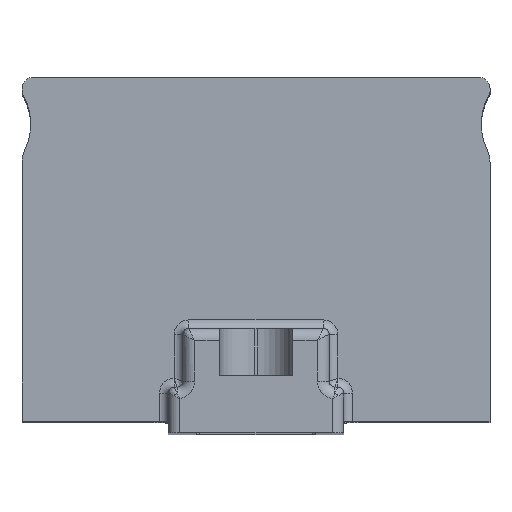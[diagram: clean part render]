
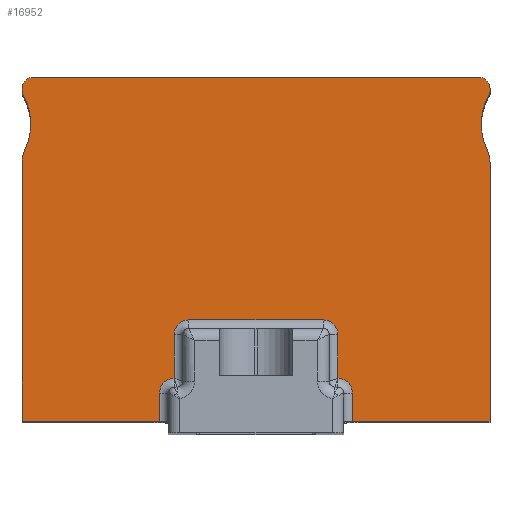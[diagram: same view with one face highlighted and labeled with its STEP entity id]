
A CAD part, top view. The second image highlights one B-rep face of the part: STEP entity #16952.
In plain terms, the highlighted planar face has unit normal (0, 0, 1).
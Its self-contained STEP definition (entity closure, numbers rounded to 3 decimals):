
#2689=CARTESIAN_POINT('',(-48.5,52.8,182.));
#2690=DIRECTION('',(0.,0.,-1.));
#2691=DIRECTION('',(0.857,0.515,0.));
#2692=AXIS2_PLACEMENT_3D('',#2689,#2690,#2691);
#2694=CARTESIAN_POINT('',(-39.5,58.208,182.));
#2695=DIRECTION('',(0.,0.,-1.));
#2696=DIRECTION('',(-0.857,-0.515,0.));
#2697=AXIS2_PLACEMENT_3D('',#2694,#2695,#2696);
#2699=DIRECTION('',(0.,1.,0.));
#2700=VECTOR('',#2699,0.592);
#2701=CARTESIAN_POINT('',(-40.,58.208,182.));
#2702=LINE('',#2701,#2700);
#2703=CARTESIAN_POINT('',(-38.,58.8,182.));
#2704=DIRECTION('',(0.,0.,-1.));
#2705=DIRECTION('',(-1.,0.,0.));
#2706=AXIS2_PLACEMENT_3D('',#2703,#2704,#2705);
#2708=DIRECTION('',(1.,0.,0.));
#2709=VECTOR('',#2708,76.);
#2710=CARTESIAN_POINT('',(-38.,60.8,182.));
#2711=LINE('',#2710,#2709);
#2712=CARTESIAN_POINT('',(38.,58.8,182.));
#2713=DIRECTION('',(0.,0.,-1.));
#2714=DIRECTION('',(0.,1.,0.));
#2715=AXIS2_PLACEMENT_3D('',#2712,#2713,#2714);
#2717=DIRECTION('',(0.,-1.,0.));
#2718=VECTOR('',#2717,0.592);
#2719=CARTESIAN_POINT('',(40.,58.8,182.));
#2720=LINE('',#2719,#2718);
#2721=CARTESIAN_POINT('',(39.5,58.208,182.));
#2722=DIRECTION('',(0.,0.,1.));
#2723=DIRECTION('',(0.857,-0.515,0.));
#2724=AXIS2_PLACEMENT_3D('',#2721,#2722,#2723);
#2726=CARTESIAN_POINT('',(48.5,52.8,182.));
#2727=DIRECTION('',(0.,0.,1.));
#2728=DIRECTION('',(-0.857,0.515,0.));
#2729=AXIS2_PLACEMENT_3D('',#2726,#2727,#2728);
#2731=CARTESIAN_POINT('',(35.,46.262,182.));
#2732=DIRECTION('',(0.,0.,1.));
#2733=DIRECTION('',(1.,0.,0.));
#2734=AXIS2_PLACEMENT_3D('',#2731,#2732,#2733);
#2736=DIRECTION('',(0.,-1.,0.));
#2737=VECTOR('',#2736,44.262);
#2738=CARTESIAN_POINT('',(40.,46.262,182.));
#2739=LINE('',#2738,#2737);
#2740=DIRECTION('',(-1.,0.,0.));
#2741=VECTOR('',#2740,23.5);
#2742=CARTESIAN_POINT('',(40.,2.,182.));
#2743=LINE('',#2742,#2741);
#2744=DIRECTION('',(0.,1.,0.));
#2745=VECTOR('',#2744,4.8);
#2746=CARTESIAN_POINT('',(16.5,2.,182.));
#2747=LINE('',#2746,#2745);
#2748=CARTESIAN_POINT('',(14.,6.8,182.));
#2749=DIRECTION('',(0.,0.,1.));
#2750=DIRECTION('',(1.,0.,0.));
#2751=AXIS2_PLACEMENT_3D('',#2748,#2749,#2750);
#2753=CARTESIAN_POINT('',(14.,9.3,182.));
#2754=CARTESIAN_POINT('',(14.,9.649,182.));
#2755=CARTESIAN_POINT('',(14.,10.333,182.));
#2756=CARTESIAN_POINT('',(14.,11.314,182.));
#2757=CARTESIAN_POINT('',(14.,12.263,182.));
#2758=CARTESIAN_POINT('',(14.,13.185,182.));
#2759=CARTESIAN_POINT('',(14.,14.092,182.));
#2760=CARTESIAN_POINT('',(14.,14.99,182.));
#2761=CARTESIAN_POINT('',(14.,15.888,182.));
#2762=CARTESIAN_POINT('',(14.,16.495,182.));
#2763=CARTESIAN_POINT('',(14.,16.8,182.));
#2765=CARTESIAN_POINT('',(11.5,16.8,182.));
#2766=DIRECTION('',(0.,0.,1.));
#2767=DIRECTION('',(1.,0.,0.));
#2768=AXIS2_PLACEMENT_3D('',#2765,#2766,#2767);
#2770=DIRECTION('',(-1.,0.,0.));
#2771=VECTOR('',#2770,23.);
#2772=CARTESIAN_POINT('',(11.5,19.3,182.));
#2773=LINE('',#2772,#2771);
#2774=CARTESIAN_POINT('',(-11.5,16.8,182.));
#2775=DIRECTION('',(0.,0.,1.));
#2776=DIRECTION('',(0.,1.,0.));
#2777=AXIS2_PLACEMENT_3D('',#2774,#2775,#2776);
#2779=CARTESIAN_POINT('',(-14.,16.8,182.));
#2780=CARTESIAN_POINT('',(-14.,16.495,182.));
#2781=CARTESIAN_POINT('',(-14.,15.888,182.));
#2782=CARTESIAN_POINT('',(-14.,14.99,182.));
#2783=CARTESIAN_POINT('',(-14.,14.092,182.));
#2784=CARTESIAN_POINT('',(-14.,13.185,182.));
#2785=CARTESIAN_POINT('',(-14.,12.263,182.));
#2786=CARTESIAN_POINT('',(-14.,11.314,182.));
#2787=CARTESIAN_POINT('',(-14.,10.333,182.));
#2788=CARTESIAN_POINT('',(-14.,9.649,182.));
#2789=CARTESIAN_POINT('',(-14.,9.3,182.));
#2791=CARTESIAN_POINT('',(-14.,6.8,182.));
#2792=DIRECTION('',(0.,0.,1.));
#2793=DIRECTION('',(0.,1.,0.));
#2794=AXIS2_PLACEMENT_3D('',#2791,#2792,#2793);
#2796=DIRECTION('',(0.,-1.,0.));
#2797=VECTOR('',#2796,4.8);
#2798=CARTESIAN_POINT('',(-16.5,6.8,182.));
#2799=LINE('',#2798,#2797);
#2800=DIRECTION('',(-1.,0.,0.));
#2801=VECTOR('',#2800,23.5);
#2802=CARTESIAN_POINT('',(-16.5,2.,182.));
#2803=LINE('',#2802,#2801);
#2804=DIRECTION('',(0.,1.,0.));
#2805=VECTOR('',#2804,44.262);
#2806=CARTESIAN_POINT('',(-40.,2.,182.));
#2807=LINE('',#2806,#2805);
#2808=CARTESIAN_POINT('',(-35.,46.262,182.));
#2809=DIRECTION('',(0.,0.,-1.));
#2810=DIRECTION('',(-1.,0.,0.));
#2811=AXIS2_PLACEMENT_3D('',#2808,#2809,#2810);
#13268=CARTESIAN_POINT('',(-38.,60.8,182.));
#13269=CARTESIAN_POINT('',(38.,60.8,182.));
#13270=VERTEX_POINT('',#13268);
#13271=VERTEX_POINT('',#13269);
#13276=CARTESIAN_POINT('',(40.,2.,182.));
#13278=VERTEX_POINT('',#13276);
#13280=CARTESIAN_POINT('',(-40.,2.,182.));
#13282=VERTEX_POINT('',#13280);
#13332=CARTESIAN_POINT('',(-40.,58.8,182.));
#13333=VERTEX_POINT('',#13332);
#13334=CARTESIAN_POINT('',(40.,58.8,182.));
#13335=VERTEX_POINT('',#13334);
#13651=CARTESIAN_POINT('',(16.5,2.,182.));
#13652=CARTESIAN_POINT('',(16.5,6.8,182.));
#13653=VERTEX_POINT('',#13651);
#13654=VERTEX_POINT('',#13652);
#13655=CARTESIAN_POINT('',(14.,9.3,182.));
#13656=VERTEX_POINT('',#13655);
#13660=VERTEX_POINT('',#2779);
#13661=VERTEX_POINT('',#2789);
#13664=CARTESIAN_POINT('',(-11.5,19.3,182.));
#13665=VERTEX_POINT('',#13664);
#13668=CARTESIAN_POINT('',(11.5,19.3,182.));
#13669=VERTEX_POINT('',#13668);
#13672=CARTESIAN_POINT('',(14.,16.8,182.));
#13673=VERTEX_POINT('',#13672);
#13677=CARTESIAN_POINT('',(-16.5,6.8,182.));
#13678=CARTESIAN_POINT('',(-16.5,2.,182.));
#13679=VERTEX_POINT('',#13677);
#13680=VERTEX_POINT('',#13678);
#13688=CARTESIAN_POINT('',(39.929,57.951,182.));
#13689=CARTESIAN_POINT('',(39.5,48.441,182.));
#13690=VERTEX_POINT('',#13688);
#13691=VERTEX_POINT('',#13689);
#13716=CARTESIAN_POINT('',(40.,58.208,182.));
#13717=VERTEX_POINT('',#13716);
#13718=CARTESIAN_POINT('',(40.,46.262,182.));
#13719=VERTEX_POINT('',#13718);
#13756=CARTESIAN_POINT('',(-39.929,57.951,182.));
#13757=CARTESIAN_POINT('',(-39.5,48.441,182.));
#13758=VERTEX_POINT('',#13756);
#13759=VERTEX_POINT('',#13757);
#13784=CARTESIAN_POINT('',(-40.,46.262,182.));
#13785=VERTEX_POINT('',#13784);
#13786=CARTESIAN_POINT('',(-40.,58.208,182.));
#13787=VERTEX_POINT('',#13786);
#16898=CARTESIAN_POINT('',(0.,0.,182.));
#16899=DIRECTION('',(0.,0.,1.));
#16900=DIRECTION('',(1.,0.,0.));
#16901=AXIS2_PLACEMENT_3D('',#16898,#16899,#16900);
#16902=PLANE('',#16901);
#16904=ORIENTED_EDGE('',*,*,#16903,.F.);
#16906=ORIENTED_EDGE('',*,*,#16905,.T.);
#16908=ORIENTED_EDGE('',*,*,#16907,.T.);
#16910=ORIENTED_EDGE('',*,*,#16909,.T.);
#16912=ORIENTED_EDGE('',*,*,#16911,.T.);
#16914=ORIENTED_EDGE('',*,*,#16913,.T.);
#16916=ORIENTED_EDGE('',*,*,#16915,.T.);
#16918=ORIENTED_EDGE('',*,*,#16917,.F.);
#16920=ORIENTED_EDGE('',*,*,#16919,.T.);
#16922=ORIENTED_EDGE('',*,*,#16921,.F.);
#16924=ORIENTED_EDGE('',*,*,#16923,.T.);
#16926=ORIENTED_EDGE('',*,*,#16925,.T.);
#16928=ORIENTED_EDGE('',*,*,#16927,.T.);
#16930=ORIENTED_EDGE('',*,*,#16929,.T.);
#16932=ORIENTED_EDGE('',*,*,#16931,.T.);
#16934=ORIENTED_EDGE('',*,*,#16933,.T.);
#16936=ORIENTED_EDGE('',*,*,#16935,.T.);
#16938=ORIENTED_EDGE('',*,*,#16937,.T.);
#16940=ORIENTED_EDGE('',*,*,#16939,.T.);
#16941=ORIENTED_EDGE('',*,*,#16888,.T.);
#16943=ORIENTED_EDGE('',*,*,#16942,.T.);
#16945=ORIENTED_EDGE('',*,*,#16944,.T.);
#16947=ORIENTED_EDGE('',*,*,#16946,.T.);
#16949=ORIENTED_EDGE('',*,*,#16948,.T.);
#16950=EDGE_LOOP('',(#16904,#16906,#16908,#16910,#16912,#16914,#16916,#16918,
#16920,#16922,#16924,#16926,#16928,#16930,#16932,#16934,#16936,#16938,#16940,
#16941,#16943,#16945,#16947,#16949));
#16951=FACE_OUTER_BOUND('',#16950,.F.);
#16952=ADVANCED_FACE('',(#16951),#16902,.T.);
#2693=CIRCLE('',#2692,10.);
#2698=CIRCLE('',#2697,0.5);
#2707=CIRCLE('',#2706,2.);
#2716=CIRCLE('',#2715,2.);
#2725=CIRCLE('',#2724,0.5);
#2730=CIRCLE('',#2729,10.);
#2735=CIRCLE('',#2734,5.);
#2752=CIRCLE('',#2751,2.5);
#2764=B_SPLINE_CURVE_WITH_KNOTS('',3,(#2753,#2754,#2755,#2756,#2757,#2758,#2759,
#2760,#2761,#2762,#2763),.UNSPECIFIED.,.F.,.F.,(4,1,1,1,1,1,1,1,4),(0.,
0.125,0.25,0.375,0.5,0.625,0.75,0.875,1.),.UNSPECIFIED.);
#2769=CIRCLE('',#2768,2.5);
#2778=CIRCLE('',#2777,2.5);
#2790=B_SPLINE_CURVE_WITH_KNOTS('',3,(#2779,#2780,#2781,#2782,#2783,#2784,#2785,
#2786,#2787,#2788,#2789),.UNSPECIFIED.,.F.,.F.,(4,1,1,1,1,1,1,1,4),(0.,
0.125,0.25,0.375,0.5,0.625,0.75,0.875,1.),.UNSPECIFIED.);
#2795=CIRCLE('',#2794,2.5);
#2812=CIRCLE('',#2811,5.);
#16888=EDGE_CURVE('',#13661,#13679,#2795,.T.);
#16903=EDGE_CURVE('',#13758,#13759,#2693,.T.);
#16905=EDGE_CURVE('',#13758,#13787,#2698,.T.);
#16907=EDGE_CURVE('',#13787,#13333,#2702,.T.);
#16909=EDGE_CURVE('',#13333,#13270,#2707,.T.);
#16911=EDGE_CURVE('',#13270,#13271,#2711,.T.);
#16913=EDGE_CURVE('',#13271,#13335,#2716,.T.);
#16915=EDGE_CURVE('',#13335,#13717,#2720,.T.);
#16917=EDGE_CURVE('',#13690,#13717,#2725,.T.);
#16919=EDGE_CURVE('',#13690,#13691,#2730,.T.);
#16921=EDGE_CURVE('',#13719,#13691,#2735,.T.);
#16923=EDGE_CURVE('',#13719,#13278,#2739,.T.);
#16925=EDGE_CURVE('',#13278,#13653,#2743,.T.);
#16927=EDGE_CURVE('',#13653,#13654,#2747,.T.);
#16929=EDGE_CURVE('',#13654,#13656,#2752,.T.);
#16931=EDGE_CURVE('',#13656,#13673,#2764,.T.);
#16933=EDGE_CURVE('',#13673,#13669,#2769,.T.);
#16935=EDGE_CURVE('',#13669,#13665,#2773,.T.);
#16937=EDGE_CURVE('',#13665,#13660,#2778,.T.);
#16939=EDGE_CURVE('',#13660,#13661,#2790,.T.);
#16942=EDGE_CURVE('',#13679,#13680,#2799,.T.);
#16944=EDGE_CURVE('',#13680,#13282,#2803,.T.);
#16946=EDGE_CURVE('',#13282,#13785,#2807,.T.);
#16948=EDGE_CURVE('',#13785,#13759,#2812,.T.);
